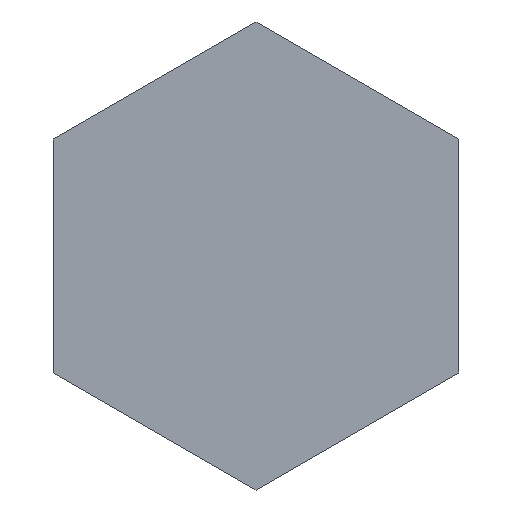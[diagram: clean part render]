
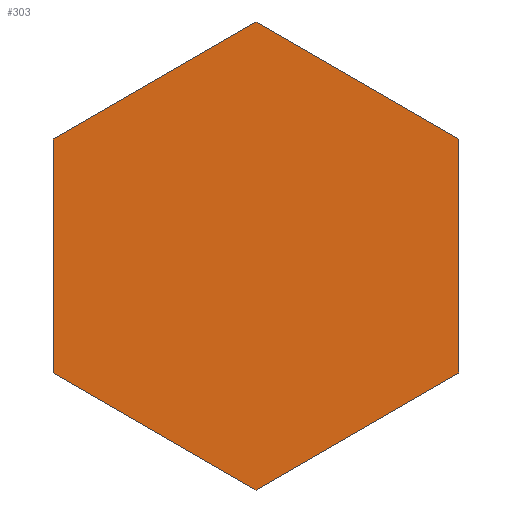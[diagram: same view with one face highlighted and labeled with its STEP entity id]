
A CAD part, front view. The second image highlights one B-rep face of the part: STEP entity #303.
In plain terms, the highlighted planar face has unit normal (0, -1, 0).
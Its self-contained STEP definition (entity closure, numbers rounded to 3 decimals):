
#53 = CARTESIAN_POINT ( 'NONE',  ( 2.5, 0., -1.443 ) ) ;
#165 = CARTESIAN_POINT ( 'NONE',  ( 0., 0., 0. ) ) ;
#215 = EDGE_CURVE ( 'NONE', #253, #1644, #229, .T. ) ;
#229 = LINE ( 'NONE', #1290, #535 ) ;
#253 = VERTEX_POINT ( 'NONE', #333 ) ;
#291 = EDGE_CURVE ( 'NONE', #1665, #749, #484, .T. ) ;
#295 = EDGE_LOOP ( 'NONE', ( #1911, #814, #1081, #687, #1244, #1074 ) ) ;
#303 = ADVANCED_FACE ( 'NONE', ( #1515 ), #1216, .F. ) ;
#314 = DIRECTION ( 'NONE',  ( 0.866, 0., -0.5 ) ) ;
#326 = DIRECTION ( 'NONE',  ( 0.866, 0., 0.5 ) ) ;
#333 = CARTESIAN_POINT ( 'NONE',  ( 0., 0., 2.887 ) ) ;
#365 = DIRECTION ( 'NONE',  ( -0.866, 0., 0.5 ) ) ;
#397 = DIRECTION ( 'NONE',  ( -0.866, 0., -0.5 ) ) ;
#405 = VECTOR ( 'NONE', #894, 1000. ) ;
#484 = LINE ( 'NONE', #2134, #1000 ) ;
#535 = VECTOR ( 'NONE', #314, 1000. ) ;
#538 = DIRECTION ( 'NONE',  ( 0., 1., 0. ) ) ;
#571 = VECTOR ( 'NONE', #397, 1000. ) ;
#687 = ORIENTED_EDGE ( 'NONE', *, *, #1742, .F. ) ;
#749 = VERTEX_POINT ( 'NONE', #751 ) ;
#751 = CARTESIAN_POINT ( 'NONE',  ( -2.5, 0., -1.443 ) ) ;
#808 = LINE ( 'NONE', #1612, #405 ) ;
#814 = ORIENTED_EDGE ( 'NONE', *, *, #1198, .F. ) ;
#894 = DIRECTION ( 'NONE',  ( 0., 0., 1. ) ) ;
#913 = DIRECTION ( 'NONE',  ( 0., 0., -1. ) ) ;
#929 = VECTOR ( 'NONE', #913, 1000. ) ;
#992 = CARTESIAN_POINT ( 'NONE',  ( 2.5, 0., 1.443 ) ) ;
#1000 = VECTOR ( 'NONE', #365, 1000. ) ;
#1061 = DIRECTION ( 'NONE',  ( 0., 0., 1. ) ) ;
#1074 = ORIENTED_EDGE ( 'NONE', *, *, #291, .F. ) ;
#1081 = ORIENTED_EDGE ( 'NONE', *, *, #215, .F. ) ;
#1090 = LINE ( 'NONE', #2112, #1393 ) ;
#1091 = LINE ( 'NONE', #1264, #571 ) ;
#1198 = EDGE_CURVE ( 'NONE', #1644, #1937, #1604, .T. ) ;
#1216 = PLANE ( 'NONE',  #2319 ) ;
#1244 = ORIENTED_EDGE ( 'NONE', *, *, #2104, .F. ) ;
#1264 = CARTESIAN_POINT ( 'NONE',  ( 2.5, 0., -1.443 ) ) ;
#1290 = CARTESIAN_POINT ( 'NONE',  ( 0., 0., 2.887 ) ) ;
#1319 = EDGE_CURVE ( 'NONE', #1937, #1665, #1091, .T. ) ;
#1393 = VECTOR ( 'NONE', #326, 1000. ) ;
#1515 = FACE_OUTER_BOUND ( 'NONE', #295, .T. ) ;
#1604 = LINE ( 'NONE', #2003, #929 ) ;
#1612 = CARTESIAN_POINT ( 'NONE',  ( -2.5, 0., -1.443 ) ) ;
#1644 = VERTEX_POINT ( 'NONE', #992 ) ;
#1665 = VERTEX_POINT ( 'NONE', #2103 ) ;
#1742 = EDGE_CURVE ( 'NONE', #2213, #253, #1090, .T. ) ;
#1911 = ORIENTED_EDGE ( 'NONE', *, *, #1319, .F. ) ;
#1937 = VERTEX_POINT ( 'NONE', #53 ) ;
#1986 = CARTESIAN_POINT ( 'NONE',  ( -2.5, 0., 1.443 ) ) ;
#2003 = CARTESIAN_POINT ( 'NONE',  ( 2.5, 0., 1.443 ) ) ;
#2103 = CARTESIAN_POINT ( 'NONE',  ( 0., 0., -2.887 ) ) ;
#2104 = EDGE_CURVE ( 'NONE', #749, #2213, #808, .T. ) ;
#2112 = CARTESIAN_POINT ( 'NONE',  ( -2.5, 0., 1.443 ) ) ;
#2134 = CARTESIAN_POINT ( 'NONE',  ( 0., 0., -2.887 ) ) ;
#2213 = VERTEX_POINT ( 'NONE', #1986 ) ;
#2319 = AXIS2_PLACEMENT_3D ( 'NONE', #165, #538, #1061 ) ;
